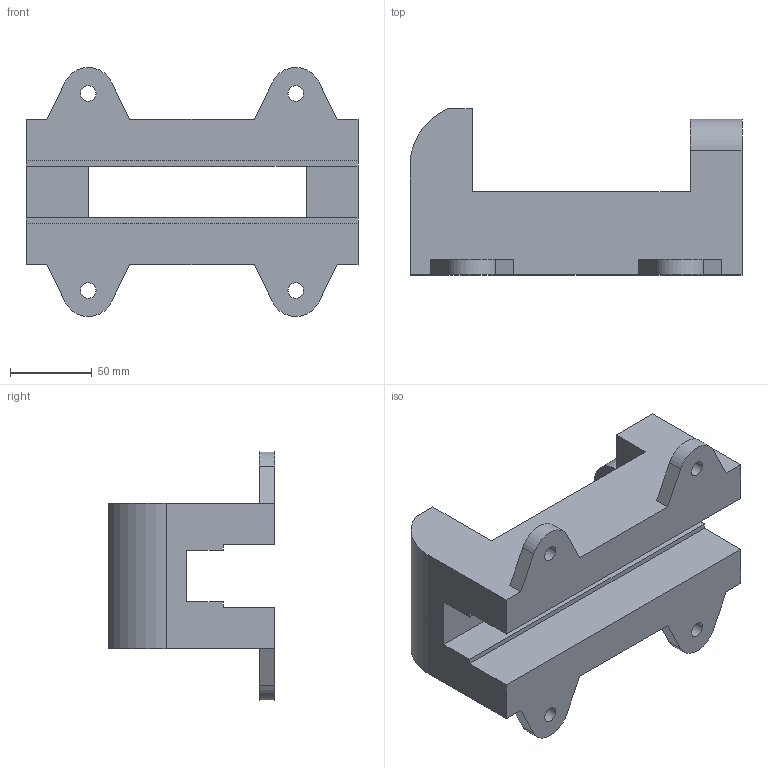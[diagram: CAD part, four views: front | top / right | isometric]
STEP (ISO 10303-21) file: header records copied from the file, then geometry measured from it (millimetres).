
FILE_DESCRIPTION(/* description */ (''),/* implementation_level */ '2;1');
FILE_NAME(/* name */ 'Pieza5-Tarea1.stp',/* time_stamp */ '2024-02-21T19:25:58-06:00',/* author */ ('Diegolap'),/* organization */ (''),/* preprocessor_version */ 'ST-DEVELOPER v19.2',/* originating_system */ 'Autodesk Inventor 2024',/* authorisation */ '');
FILE_SCHEMA (('AUTOMOTIVE_DESIGN { 1 0 10303 214 3 1 1 }'));
Length unit declared in the file: inch
Products named in the file (1): Pieza5-Tarea1
Bounding box: 203.2 x 101.6 x 152.28 mm (x, y, z)
Volume: 816405.6 mm3; surface area: 105414.4 mm2
Topology: 1 solids, 1 shells, 44 faces, 132 edges, 89 vertices
Faces by surface type: plane 33, cylinder 11
Full cylindrical faces by diameter (mm): 9.525 x4, 15.875 x1
Entity records: 1558 total; most frequent: CARTESIAN_POINT 266, ORIENTED_EDGE 264, DIRECTION 244, EDGE_CURVE 132, LINE 110, VECTOR 110, VERTEX_POINT 88, AXIS2_PLACEMENT_3D 67
